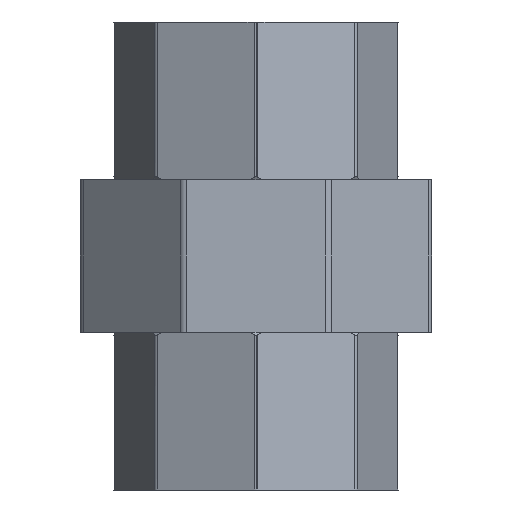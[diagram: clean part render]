
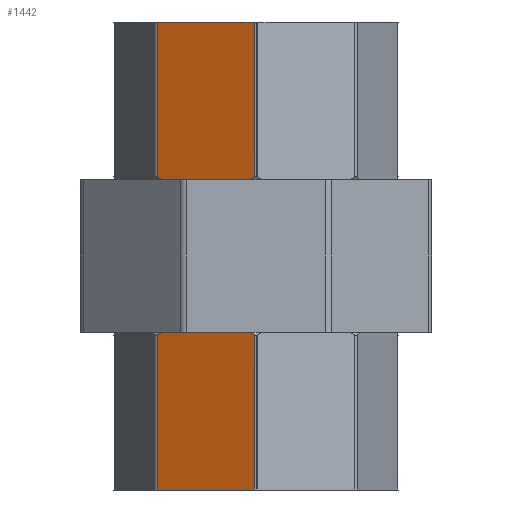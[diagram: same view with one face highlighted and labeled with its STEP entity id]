
A CAD part, left-side view. The second image highlights one B-rep face of the part: STEP entity #1442.
In plain terms, the highlighted planar face has unit normal (-0.924, 0.383, 0).
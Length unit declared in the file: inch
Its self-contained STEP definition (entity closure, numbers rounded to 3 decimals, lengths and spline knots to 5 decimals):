
#43 = AXIS2_PLACEMENT_3D ( 'NONE', #2636, #1077, #1320 ) ;
#52 = CARTESIAN_POINT ( 'NONE',  ( -0.58657, 0.00804, 0.32688 ) ) ;
#70 = DIRECTION ( 'NONE',  ( 0., 0., -1. ) ) ;
#83 = DIRECTION ( 'NONE',  ( -0.383, -0.924, 0. ) ) ;
#97 = CARTESIAN_POINT ( 'NONE',  ( -0.42045, 0.40909, -0.96875 ) ) ;
#100 = LINE ( 'NONE', #1571, #1070 ) ;
#148 = CARTESIAN_POINT ( 'NONE',  ( -0.58657, 0.00804, 0.32688 ) ) ;
#158 = EDGE_CURVE ( 'NONE', #1929, #2142, #1196, .T. ) ;
#191 = CARTESIAN_POINT ( 'NONE',  ( -0.44304, 0.35457, 0.29366 ) ) ;
#192 = CARTESIAN_POINT ( 'NONE',  ( -0.44304, 0.35457, -0.29366 ) ) ;
#199 = ORIENTED_EDGE ( 'NONE', *, *, #1901, .T. ) ;
#251 = EDGE_CURVE ( 'NONE', #2819, #1353, #1584, .T. ) ;
#277 = CARTESIAN_POINT ( 'NONE',  ( -0.58657, 0.00804, 0.96875 ) ) ;
#298 = CARTESIAN_POINT ( 'NONE',  ( -0.41712, 0.41712, 0.96875 ) ) ;
#324 = VERTEX_POINT ( 'NONE', #858 ) ;
#334 = CARTESIAN_POINT ( 'NONE',  ( -0.56399, 0.06255, 0.29366 ) ) ;
#421 = ORIENTED_EDGE ( 'NONE', *, *, #2337, .F. ) ;
#425 = VERTEX_POINT ( 'NONE', #2044 ) ;
#430 = CARTESIAN_POINT ( 'NONE',  ( -0.42045, 0.40909, -0.32688 ) ) ;
#434 = EDGE_CURVE ( 'NONE', #1924, #425, #100, .T. ) ;
#466 = FACE_OUTER_BOUND ( 'NONE', #2437, .T. ) ;
#629 = B_SPLINE_CURVE_WITH_KNOTS ( 'NONE', 3,
 ( #756, #973, #2497, #1391 ),
 .UNSPECIFIED., .F., .F.,
 ( 4, 4 ),
 ( 0.03044, 0.03216 ),
 .UNSPECIFIED. ) ;
#659 = CARTESIAN_POINT ( 'NONE',  ( -0.44304, 0.35457, -0.29366 ) ) ;
#711 = CARTESIAN_POINT ( 'NONE',  ( -0.57179, 0.04374, 0.30348 ) ) ;
#718 = ORIENTED_EDGE ( 'NONE', *, *, #1181, .F. ) ;
#756 = CARTESIAN_POINT ( 'NONE',  ( -0.56399, 0.06255, -0.29366 ) ) ;
#765 = VERTEX_POINT ( 'NONE', #1946 ) ;
#786 = DIRECTION ( 'NONE',  ( -0.383, -0.924, 0. ) ) ;
#842 = VECTOR ( 'NONE', #1892, 39.37008 ) ;
#858 = CARTESIAN_POINT ( 'NONE',  ( -0.58657, 0.00804, -0.96875 ) ) ;
#876 = CARTESIAN_POINT ( 'NONE',  ( -0.42045, 0.40909, 0.32688 ) ) ;
#938 = DIRECTION ( 'NONE',  ( 0., 0., 1. ) ) ;
#939 = LINE ( 'NONE', #1221, #2529 ) ;
#973 = CARTESIAN_POINT ( 'NONE',  ( -0.57179, 0.04374, -0.30348 ) ) ;
#1009 = EDGE_CURVE ( 'NONE', #324, #1055, #2859, .T. ) ;
#1025 = ORIENTED_EDGE ( 'NONE', *, *, #158, .T. ) ;
#1055 = VERTEX_POINT ( 'NONE', #2086 ) ;
#1070 = VECTOR ( 'NONE', #70, 39.37008 ) ;
#1077 = DIRECTION ( 'NONE',  ( 0.924, -0.383, 0. ) ) ;
#1105 = EDGE_CURVE ( 'NONE', #1353, #2142, #1118, .T. ) ;
#1110 = LINE ( 'NONE', #2771, #842 ) ;
#1118 = LINE ( 'NONE', #1177, #1603 ) ;
#1129 = ORIENTED_EDGE ( 'NONE', *, *, #1821, .T. ) ;
#1151 = VECTOR ( 'NONE', #938, 39.37008 ) ;
#1177 = CARTESIAN_POINT ( 'NONE',  ( -0.44304, 0.35457, -0.29366 ) ) ;
#1181 = EDGE_CURVE ( 'NONE', #1854, #765, #2427, .T. ) ;
#1196 = B_SPLINE_CURVE_WITH_KNOTS ( 'NONE', 3,
 ( #876, #2402, #2431, #191 ),
 .UNSPECIFIED., .F., .F.,
 ( 4, 4 ),
 ( 0.02041, 0.02214 ),
 .UNSPECIFIED. ) ;
#1221 = CARTESIAN_POINT ( 'NONE',  ( -0.42045, 0.40909, 0.96875 ) ) ;
#1224 = LINE ( 'NONE', #277, #1151 ) ;
#1320 = DIRECTION ( 'NONE',  ( 0.383, 0.924, 0. ) ) ;
#1353 = VERTEX_POINT ( 'NONE', #192 ) ;
#1391 = CARTESIAN_POINT ( 'NONE',  ( -0.58657, 0.00804, -0.32688 ) ) ;
#1428 = LINE ( 'NONE', #2540, #1951 ) ;
#1442 = ADVANCED_FACE ( 'NONE', ( #466 ), #1998, .F. ) ;
#1547 = EDGE_CURVE ( 'NONE', #1817, #765, #1224, .T. ) ;
#1550 = CARTESIAN_POINT ( 'NONE',  ( -0.43524, 0.3734, -0.30349 ) ) ;
#1570 = EDGE_CURVE ( 'NONE', #1924, #1817, #1710, .T. ) ;
#1571 = CARTESIAN_POINT ( 'NONE',  ( -0.56399, 0.06255, -0.29366 ) ) ;
#1583 = DIRECTION ( 'NONE',  ( 0., 0., 1. ) ) ;
#1584 = B_SPLINE_CURVE_WITH_KNOTS ( 'NONE', 3,
 ( #430, #1746, #1550, #659 ),
 .UNSPECIFIED., .F., .F.,
 ( 4, 4 ),
 ( 0.02041, 0.02214 ),
 .UNSPECIFIED. ) ;
#1587 = CARTESIAN_POINT ( 'NONE',  ( -0.44304, 0.35457, 0.29366 ) ) ;
#1597 = CARTESIAN_POINT ( 'NONE',  ( -0.56399, 0.06255, 0.29366 ) ) ;
#1603 = VECTOR ( 'NONE', #2493, 39.37008 ) ;
#1650 = VERTEX_POINT ( 'NONE', #97 ) ;
#1673 = DIRECTION ( 'NONE',  ( 0., 0., -1. ) ) ;
#1682 = CARTESIAN_POINT ( 'NONE',  ( -0.42045, 0.40909, 0.96875 ) ) ;
#1710 = B_SPLINE_CURVE_WITH_KNOTS ( 'NONE', 3,
 ( #1597, #711, #2702, #52 ),
 .UNSPECIFIED., .F., .F.,
 ( 4, 4 ),
 ( 0.03044, 0.03216 ),
 .UNSPECIFIED. ) ;
#1746 = CARTESIAN_POINT ( 'NONE',  ( -0.42773, 0.39151, -0.31468 ) ) ;
#1817 = VERTEX_POINT ( 'NONE', #148 ) ;
#1821 = EDGE_CURVE ( 'NONE', #1650, #324, #1428, .T. ) ;
#1829 = ORIENTED_EDGE ( 'NONE', *, *, #1570, .T. ) ;
#1834 = CARTESIAN_POINT ( 'NONE',  ( -0.42045, 0.40909, -0.32688 ) ) ;
#1854 = VERTEX_POINT ( 'NONE', #1682 ) ;
#1892 = DIRECTION ( 'NONE',  ( 0., 0., -1. ) ) ;
#1901 = EDGE_CURVE ( 'NONE', #2819, #1650, #939, .T. ) ;
#1924 = VERTEX_POINT ( 'NONE', #334 ) ;
#1929 = VERTEX_POINT ( 'NONE', #2106 ) ;
#1946 = CARTESIAN_POINT ( 'NONE',  ( -0.58657, 0.00804, 0.96875 ) ) ;
#1951 = VECTOR ( 'NONE', #786, 39.37008 ) ;
#1998 = PLANE ( 'NONE',  #43 ) ;
#2023 = CARTESIAN_POINT ( 'NONE',  ( -0.58657, 0.00804, 0.96875 ) ) ;
#2040 = ORIENTED_EDGE ( 'NONE', *, *, #2428, .T. ) ;
#2044 = CARTESIAN_POINT ( 'NONE',  ( -0.56399, 0.06255, -0.29366 ) ) ;
#2061 = ORIENTED_EDGE ( 'NONE', *, *, #1547, .T. ) ;
#2086 = CARTESIAN_POINT ( 'NONE',  ( -0.58657, 0.00804, -0.32688 ) ) ;
#2106 = CARTESIAN_POINT ( 'NONE',  ( -0.42045, 0.40909, 0.32688 ) ) ;
#2142 = VERTEX_POINT ( 'NONE', #1587 ) ;
#2204 = VECTOR ( 'NONE', #1583, 39.37008 ) ;
#2337 = EDGE_CURVE ( 'NONE', #425, #1055, #629, .T. ) ;
#2402 = CARTESIAN_POINT ( 'NONE',  ( -0.42773, 0.39151, 0.31468 ) ) ;
#2427 = LINE ( 'NONE', #298, #2805 ) ;
#2428 = EDGE_CURVE ( 'NONE', #1854, #1929, #1110, .T. ) ;
#2431 = CARTESIAN_POINT ( 'NONE',  ( -0.43524, 0.3734, 0.30349 ) ) ;
#2437 = EDGE_LOOP ( 'NONE', ( #1829, #2061, #718, #2040, #1025, #2450, #2656, #199, #1129, #2663, #421, #2454 ) ) ;
#2450 = ORIENTED_EDGE ( 'NONE', *, *, #1105, .F. ) ;
#2454 = ORIENTED_EDGE ( 'NONE', *, *, #434, .F. ) ;
#2493 = DIRECTION ( 'NONE',  ( 0., 0., 1. ) ) ;
#2497 = CARTESIAN_POINT ( 'NONE',  ( -0.57929, 0.02563, -0.31467 ) ) ;
#2529 = VECTOR ( 'NONE', #1673, 39.37008 ) ;
#2540 = CARTESIAN_POINT ( 'NONE',  ( -0.41712, 0.41712, -0.96875 ) ) ;
#2636 = CARTESIAN_POINT ( 'NONE',  ( -0.41712, 0.41712, 0.96875 ) ) ;
#2656 = ORIENTED_EDGE ( 'NONE', *, *, #251, .F. ) ;
#2663 = ORIENTED_EDGE ( 'NONE', *, *, #1009, .T. ) ;
#2702 = CARTESIAN_POINT ( 'NONE',  ( -0.57929, 0.02563, 0.31467 ) ) ;
#2771 = CARTESIAN_POINT ( 'NONE',  ( -0.42045, 0.40909, 0.96875 ) ) ;
#2805 = VECTOR ( 'NONE', #83, 39.37008 ) ;
#2819 = VERTEX_POINT ( 'NONE', #1834 ) ;
#2859 = LINE ( 'NONE', #2023, #2204 ) ;
